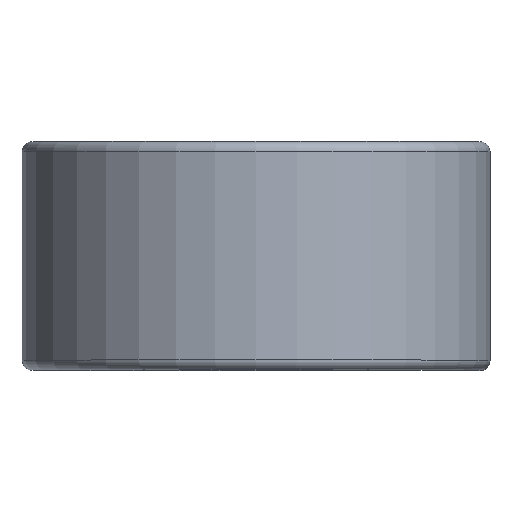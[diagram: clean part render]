
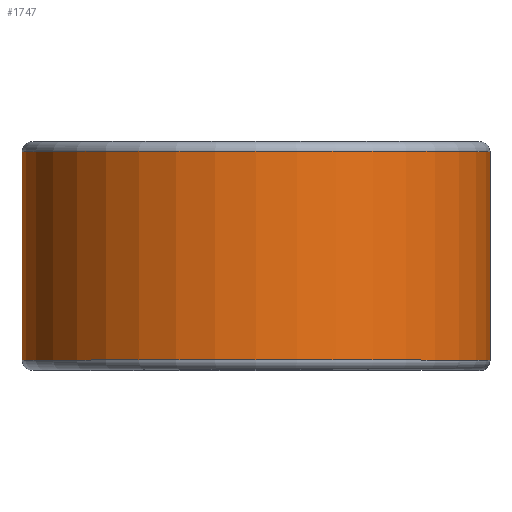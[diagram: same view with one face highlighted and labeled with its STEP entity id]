
A CAD part, top view. The second image highlights one B-rep face of the part: STEP entity #1747.
In plain terms, the highlighted cylindrical face has radius 17.882 mm (diameter 35.763 mm), a partial arc.
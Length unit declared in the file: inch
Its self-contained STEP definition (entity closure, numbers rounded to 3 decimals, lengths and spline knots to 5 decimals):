
#44 = DIRECTION ( 'NONE',  ( 0., -1., 0. ) ) ;
#72 = VECTOR ( 'NONE', #2351, 39.37008 ) ;
#112 = EDGE_LOOP ( 'NONE', ( #704, #1439, #1129, #503 ) ) ;
#124 = VERTEX_POINT ( 'NONE', #2291 ) ;
#240 = CARTESIAN_POINT ( 'NONE',  ( 0., 0.3125, 0. ) ) ;
#378 = VERTEX_POINT ( 'NONE', #1338 ) ;
#503 = ORIENTED_EDGE ( 'NONE', *, *, #1473, .F. ) ;
#506 = VERTEX_POINT ( 'NONE', #1929 ) ;
#616 = CARTESIAN_POINT ( 'NONE',  ( 0.704, 0.31375, 0. ) ) ;
#704 = ORIENTED_EDGE ( 'NONE', *, *, #1495, .T. ) ;
#719 = VECTOR ( 'NONE', #1889, 39.37008 ) ;
#1006 = LINE ( 'NONE', #2237, #719 ) ;
#1124 = VERTEX_POINT ( 'NONE', #616 ) ;
#1129 = ORIENTED_EDGE ( 'NONE', *, *, #1204, .F. ) ;
#1204 = EDGE_CURVE ( 'NONE', #124, #506, #1908, .T. ) ;
#1286 = DIRECTION ( 'NONE',  ( 0., 0., -1. ) ) ;
#1338 = CARTESIAN_POINT ( 'NONE',  ( 0.704, -0.31375, 0. ) ) ;
#1366 = CIRCLE ( 'NONE', #1562, 0.704 ) ;
#1439 = ORIENTED_EDGE ( 'NONE', *, *, #1505, .T. ) ;
#1459 = FACE_OUTER_BOUND ( 'NONE', #112, .T. ) ;
#1473 = EDGE_CURVE ( 'NONE', #378, #124, #1366, .T. ) ;
#1495 = EDGE_CURVE ( 'NONE', #378, #1124, #1006, .T. ) ;
#1505 = EDGE_CURVE ( 'NONE', #1124, #506, #1617, .T. ) ;
#1562 = AXIS2_PLACEMENT_3D ( 'NONE', #2386, #2354, #2252 ) ;
#1582 = AXIS2_PLACEMENT_3D ( 'NONE', #1663, #1653, #1631 ) ;
#1617 = CIRCLE ( 'NONE', #1582, 0.704 ) ;
#1631 = DIRECTION ( 'NONE',  ( 0., 0., -1. ) ) ;
#1653 = DIRECTION ( 'NONE',  ( 0., -1., 0. ) ) ;
#1663 = CARTESIAN_POINT ( 'NONE',  ( 0., 0.31375, 0. ) ) ;
#1747 = ADVANCED_FACE ( 'NONE', ( #1459 ), #2421, .T. ) ;
#1889 = DIRECTION ( 'NONE',  ( 0., 1., 0. ) ) ;
#1908 = LINE ( 'NONE', #2359, #72 ) ;
#1929 = CARTESIAN_POINT ( 'NONE',  ( 0., 0.31375, -0.704 ) ) ;
#1980 = AXIS2_PLACEMENT_3D ( 'NONE', #240, #44, #1286 ) ;
#2237 = CARTESIAN_POINT ( 'NONE',  ( 0.704, 0.31375, 0. ) ) ;
#2252 = DIRECTION ( 'NONE',  ( 0., 0., -1. ) ) ;
#2291 = CARTESIAN_POINT ( 'NONE',  ( 0., -0.31375, -0.704 ) ) ;
#2351 = DIRECTION ( 'NONE',  ( 0., 1., 0. ) ) ;
#2354 = DIRECTION ( 'NONE',  ( 0., -1., 0. ) ) ;
#2359 = CARTESIAN_POINT ( 'NONE',  ( 0., 0.31375, -0.704 ) ) ;
#2386 = CARTESIAN_POINT ( 'NONE',  ( 0., -0.31375, 0. ) ) ;
#2421 = CYLINDRICAL_SURFACE ( 'NONE', #1980, 0.704 ) ;
